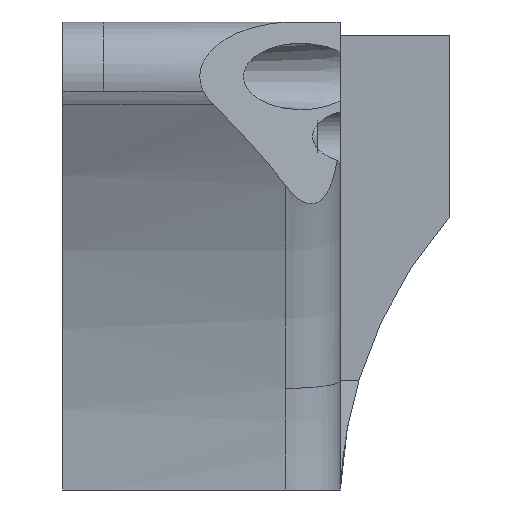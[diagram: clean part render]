
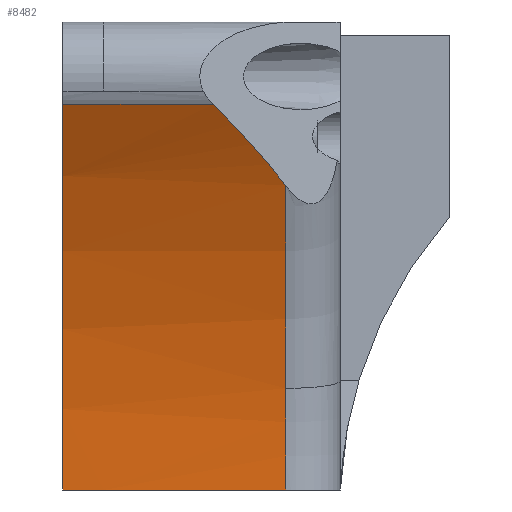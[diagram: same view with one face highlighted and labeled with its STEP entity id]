
A CAD part, left-side view. The second image highlights one B-rep face of the part: STEP entity #8482.
In plain terms, the highlighted cylindrical face has radius 41.469 mm (diameter 82.938 mm), a partial arc.
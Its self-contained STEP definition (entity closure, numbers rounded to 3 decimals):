
#44 = PLANE('',#45);
#45 = AXIS2_PLACEMENT_3D('',#46,#47,#48);
#46 = CARTESIAN_POINT('',(-9.74,0.,1.));
#47 = DIRECTION('',(0.,0.,-1.));
#48 = DIRECTION('',(-1.,0.,0.));
#1312 = VERTEX_POINT('',#1313);
#1313 = CARTESIAN_POINT('',(-9.74,0.,1.));
#1329 = PLANE('',#1330);
#1330 = AXIS2_PLACEMENT_3D('',#1331,#1332,#1333);
#1331 = CARTESIAN_POINT('',(-9.74,0.,1.));
#1332 = DIRECTION('',(0.,0.,1.));
#1333 = DIRECTION('',(-1.,0.,0.));
#1341 = EDGE_CURVE('',#1312,#1342,#1344,.T.);
#1342 = VERTEX_POINT('',#1343);
#1343 = CARTESIAN_POINT('',(-9.74,-10.,1.));
#1344 = SURFACE_CURVE('',#1345,(#1349,#1356),.PCURVE_S1.);
#1345 = LINE('',#1346,#1347);
#1346 = CARTESIAN_POINT('',(-9.74,0.,1.));
#1347 = VECTOR('',#1348,1.);
#1348 = DIRECTION('',(0.,-1.,0.));
#1349 = PCURVE('',#44,#1350);
#1350 = DEFINITIONAL_REPRESENTATION('',(#1351),#1355);
#1351 = LINE('',#1352,#1353);
#1352 = CARTESIAN_POINT('',(-0.,0.));
#1353 = VECTOR('',#1354,1.);
#1354 = DIRECTION('',(0.,-1.));
#1355 = ( GEOMETRIC_REPRESENTATION_CONTEXT(2) 
PARAMETRIC_REPRESENTATION_CONTEXT() REPRESENTATION_CONTEXT('2D SPACE',''
  ) );
#1356 = PCURVE('',#1357,#1362);
#1357 = CYLINDRICAL_SURFACE('',#1358,41.469);
#1358 = AXIS2_PLACEMENT_3D('',#1359,#1360,#1361);
#1359 = CARTESIAN_POINT('',(-51.209,-50.,1.));
#1360 = DIRECTION('',(0.,-1.,0.));
#1361 = DIRECTION('',(-1.,0.,0.));
#1362 = DEFINITIONAL_REPRESENTATION('',(#1363),#1367);
#1363 = LINE('',#1364,#1365);
#1364 = CARTESIAN_POINT('',(-3.142,-50.));
#1365 = VECTOR('',#1366,1.);
#1366 = DIRECTION('',(0.,1.));
#1367 = ( GEOMETRIC_REPRESENTATION_CONTEXT(2) 
PARAMETRIC_REPRESENTATION_CONTEXT() REPRESENTATION_CONTEXT('2D SPACE',''
  ) );
#2499 = TOROIDAL_SURFACE('',#2500,44.469,3.);
#2500 = AXIS2_PLACEMENT_3D('',#2501,#2502,#2503);
#2501 = CARTESIAN_POINT('',(-51.209,-10.,1.));
#2502 = DIRECTION('',(0.,-1.,0.));
#2503 = DIRECTION('',(1.,0.,0.));
#7657 = PLANE('',#7658);
#7658 = AXIS2_PLACEMENT_3D('',#7659,#7660,#7661);
#7659 = CARTESIAN_POINT('',(-19.053,0.,0.));
#7660 = DIRECTION('',(0.866,0.5,0.));
#7661 = DIRECTION('',(0.5,-0.866,0.));
#8410 = EDGE_CURVE('',#1312,#8411,#8413,.T.);
#8411 = VERTEX_POINT('',#8412);
#8412 = CARTESIAN_POINT('',(-9.74,2.25,1.));
#8413 = SURFACE_CURVE('',#8414,(#8418,#8425),.PCURVE_S1.);
#8414 = LINE('',#8415,#8416);
#8415 = CARTESIAN_POINT('',(-9.74,0.,1.));
#8416 = VECTOR('',#8417,1.);
#8417 = DIRECTION('',(0.,1.,0.));
#8418 = PCURVE('',#1329,#8419);
#8419 = DEFINITIONAL_REPRESENTATION('',(#8420),#8424);
#8420 = LINE('',#8421,#8422);
#8421 = CARTESIAN_POINT('',(-0.,-0.));
#8422 = VECTOR('',#8423,1.);
#8423 = DIRECTION('',(0.,-1.));
#8424 = ( GEOMETRIC_REPRESENTATION_CONTEXT(2) 
PARAMETRIC_REPRESENTATION_CONTEXT() REPRESENTATION_CONTEXT('2D SPACE',''
  ) );
#8425 = PCURVE('',#1357,#8426);
#8426 = DEFINITIONAL_REPRESENTATION('',(#8427),#8431);
#8427 = LINE('',#8428,#8429);
#8428 = CARTESIAN_POINT('',(-3.142,-50.));
#8429 = VECTOR('',#8430,1.);
#8430 = DIRECTION('',(-0.,-1.));
#8431 = ( GEOMETRIC_REPRESENTATION_CONTEXT(2) 
PARAMETRIC_REPRESENTATION_CONTEXT() REPRESENTATION_CONTEXT('2D SPACE',''
  ) );
#8449 = PLANE('',#8450);
#8450 = AXIS2_PLACEMENT_3D('',#8451,#8452,#8453);
#8451 = CARTESIAN_POINT('',(-6.59,2.25,14.665));
#8452 = DIRECTION('',(0.,1.,0.));
#8453 = DIRECTION('',(0.,0.,-1.));
#8482 = ADVANCED_FACE('',(#8483),#1357,.F.);
#8483 = FACE_BOUND('',#8484,.T.);
#8484 = EDGE_LOOP('',(#8485,#8514,#8542,#8568,#8569,#8570,#8594));
#8485 = ORIENTED_EDGE('',*,*,#8486,.F.);
#8486 = EDGE_CURVE('',#8487,#8489,#8491,.T.);
#8487 = VERTEX_POINT('',#8488);
#8488 = CARTESIAN_POINT('',(-15.578,-6.019,
    22.215));
#8489 = VERTEX_POINT('',#8490);
#8490 = CARTESIAN_POINT('',(-13.279,-10.,17.763));
#8491 = SURFACE_CURVE('',#8492,(#8497,#8507),.PCURVE_S1.);
#8492 = ELLIPSE('',#8493,82.938,41.469);
#8493 = AXIS2_PLACEMENT_3D('',#8494,#8495,#8496);
#8494 = CARTESIAN_POINT('',(-51.209,55.697,1.));
#8495 = DIRECTION('',(0.866,0.5,0.));
#8496 = DIRECTION('',(0.5,-0.866,0.));
#8497 = PCURVE('',#1357,#8498);
#8498 = DEFINITIONAL_REPRESENTATION('',(#8499),#8506);
#8499 = B_SPLINE_CURVE_WITH_KNOTS('',5,(#8500,#8501,#8502,#8503,#8504,
    #8505),.UNSPECIFIED.,.F.,.F.,(6,6),(5.746,6.026),
  .PIECEWISE_BEZIER_KNOTS.);
#8500 = CARTESIAN_POINT('',(-2.605,-43.981));
#8501 = CARTESIAN_POINT('',(-2.661,-41.923));
#8502 = CARTESIAN_POINT('',(-2.717,-40.107));
#8503 = CARTESIAN_POINT('',(-2.773,-38.546));
#8504 = CARTESIAN_POINT('',(-2.829,-37.251));
#8505 = CARTESIAN_POINT('',(-2.885,-36.229));
#8506 = ( GEOMETRIC_REPRESENTATION_CONTEXT(2) 
PARAMETRIC_REPRESENTATION_CONTEXT() REPRESENTATION_CONTEXT('2D SPACE',''
  ) );
#8507 = PCURVE('',#7657,#8508);
#8508 = DEFINITIONAL_REPRESENTATION('',(#8509),#8513);
#8509 = ELLIPSE('',#8510,82.938,41.469);
#8510 = AXIS2_PLACEMENT_2D('',#8511,#8512);
#8511 = CARTESIAN_POINT('',(-64.313,-1.));
#8512 = DIRECTION('',(1.,0.));
#8513 = ( GEOMETRIC_REPRESENTATION_CONTEXT(2) 
PARAMETRIC_REPRESENTATION_CONTEXT() REPRESENTATION_CONTEXT('2D SPACE',''
  ) );
#8514 = ORIENTED_EDGE('',*,*,#8515,.T.);
#8515 = EDGE_CURVE('',#8487,#8516,#8518,.T.);
#8516 = VERTEX_POINT('',#8517);
#8517 = CARTESIAN_POINT('',(-15.578,2.25,22.215));
#8518 = SURFACE_CURVE('',#8519,(#8523,#8530),.PCURVE_S1.);
#8519 = LINE('',#8520,#8521);
#8520 = CARTESIAN_POINT('',(-15.578,-50.,22.215));
#8521 = VECTOR('',#8522,1.);
#8522 = DIRECTION('',(0.,1.,0.));
#8523 = PCURVE('',#1357,#8524);
#8524 = DEFINITIONAL_REPRESENTATION('',(#8525),#8529);
#8525 = LINE('',#8526,#8527);
#8526 = CARTESIAN_POINT('',(-2.605,0.));
#8527 = VECTOR('',#8528,1.);
#8528 = DIRECTION('',(-0.,-1.));
#8529 = ( GEOMETRIC_REPRESENTATION_CONTEXT(2) 
PARAMETRIC_REPRESENTATION_CONTEXT() REPRESENTATION_CONTEXT('2D SPACE',''
  ) );
#8530 = PCURVE('',#8531,#8536);
#8531 = CYLINDRICAL_SURFACE('',#8532,3.);
#8532 = AXIS2_PLACEMENT_3D('',#8533,#8534,#8535);
#8533 = CARTESIAN_POINT('',(-13.,-50.,23.75));
#8534 = DIRECTION('',(0.,-1.,0.));
#8535 = DIRECTION('',(-1.,0.,0.));
#8536 = DEFINITIONAL_REPRESENTATION('',(#8537),#8541);
#8537 = LINE('',#8538,#8539);
#8538 = CARTESIAN_POINT('',(-5.746,0.));
#8539 = VECTOR('',#8540,1.);
#8540 = DIRECTION('',(-0.,-1.));
#8541 = ( GEOMETRIC_REPRESENTATION_CONTEXT(2) 
PARAMETRIC_REPRESENTATION_CONTEXT() REPRESENTATION_CONTEXT('2D SPACE',''
  ) );
#8542 = ORIENTED_EDGE('',*,*,#8543,.F.);
#8543 = EDGE_CURVE('',#8411,#8516,#8544,.T.);
#8544 = SURFACE_CURVE('',#8545,(#8550,#8557),.PCURVE_S1.);
#8545 = CIRCLE('',#8546,41.469);
#8546 = AXIS2_PLACEMENT_3D('',#8547,#8548,#8549);
#8547 = CARTESIAN_POINT('',(-51.209,2.25,1.));
#8548 = DIRECTION('',(0.,-1.,0.));
#8549 = DIRECTION('',(-1.,0.,0.));
#8550 = PCURVE('',#1357,#8551);
#8551 = DEFINITIONAL_REPRESENTATION('',(#8552),#8556);
#8552 = LINE('',#8553,#8554);
#8553 = CARTESIAN_POINT('',(-6.283,-52.25));
#8554 = VECTOR('',#8555,1.);
#8555 = DIRECTION('',(1.,-0.));
#8556 = ( GEOMETRIC_REPRESENTATION_CONTEXT(2) 
PARAMETRIC_REPRESENTATION_CONTEXT() REPRESENTATION_CONTEXT('2D SPACE',''
  ) );
#8557 = PCURVE('',#8449,#8558);
#8558 = DEFINITIONAL_REPRESENTATION('',(#8559),#8567);
#8559 = ( BOUNDED_CURVE() B_SPLINE_CURVE(2,(#8560,#8561,#8562,#8563,
#8564,#8565,#8566),.UNSPECIFIED.,.T.,.F.) B_SPLINE_CURVE_WITH_KNOTS((1,2
    ,2,2,2,1),(-2.094,0.,2.094,4.189,
6.283,8.378),.UNSPECIFIED.) CURVE() 
GEOMETRIC_REPRESENTATION_ITEM() RATIONAL_B_SPLINE_CURVE((1.,0.5,1.,0.5,
1.,0.5,1.)) REPRESENTATION_ITEM('') );
#8560 = CARTESIAN_POINT('',(13.665,86.088));
#8561 = CARTESIAN_POINT('',(85.492,86.088));
#8562 = CARTESIAN_POINT('',(49.578,23.884));
#8563 = CARTESIAN_POINT('',(13.665,-38.319));
#8564 = CARTESIAN_POINT('',(-22.248,23.884));
#8565 = CARTESIAN_POINT('',(-58.162,86.088));
#8566 = CARTESIAN_POINT('',(13.665,86.088));
#8567 = ( GEOMETRIC_REPRESENTATION_CONTEXT(2) 
PARAMETRIC_REPRESENTATION_CONTEXT() REPRESENTATION_CONTEXT('2D SPACE',''
  ) );
#8568 = ORIENTED_EDGE('',*,*,#8410,.F.);
#8569 = ORIENTED_EDGE('',*,*,#1341,.T.);
#8570 = ORIENTED_EDGE('',*,*,#8571,.T.);
#8571 = EDGE_CURVE('',#1342,#8572,#8574,.T.);
#8572 = VERTEX_POINT('',#8573);
#8573 = CARTESIAN_POINT('',(-10.119,-10.,6.595));
#8574 = SURFACE_CURVE('',#8575,(#8580,#8587),.PCURVE_S1.);
#8575 = CIRCLE('',#8576,41.469);
#8576 = AXIS2_PLACEMENT_3D('',#8577,#8578,#8579);
#8577 = CARTESIAN_POINT('',(-51.209,-10.,1.));
#8578 = DIRECTION('',(0.,-1.,0.));
#8579 = DIRECTION('',(1.,0.,0.));
#8580 = PCURVE('',#1357,#8581);
#8581 = DEFINITIONAL_REPRESENTATION('',(#8582),#8586);
#8582 = LINE('',#8583,#8584);
#8583 = CARTESIAN_POINT('',(-3.142,-40.));
#8584 = VECTOR('',#8585,1.);
#8585 = DIRECTION('',(1.,-0.));
#8586 = ( GEOMETRIC_REPRESENTATION_CONTEXT(2) 
PARAMETRIC_REPRESENTATION_CONTEXT() REPRESENTATION_CONTEXT('2D SPACE',''
  ) );
#8587 = PCURVE('',#2499,#8588);
#8588 = DEFINITIONAL_REPRESENTATION('',(#8589),#8593);
#8589 = LINE('',#8590,#8591);
#8590 = CARTESIAN_POINT('',(0.,3.142));
#8591 = VECTOR('',#8592,1.);
#8592 = DIRECTION('',(1.,0.));
#8593 = ( GEOMETRIC_REPRESENTATION_CONTEXT(2) 
PARAMETRIC_REPRESENTATION_CONTEXT() REPRESENTATION_CONTEXT('2D SPACE',''
  ) );
#8594 = ORIENTED_EDGE('',*,*,#8595,.T.);
#8595 = EDGE_CURVE('',#8572,#8489,#8596,.T.);
#8596 = SURFACE_CURVE('',#8597,(#8602,#8609),.PCURVE_S1.);
#8597 = CIRCLE('',#8598,41.469);
#8598 = AXIS2_PLACEMENT_3D('',#8599,#8600,#8601);
#8599 = CARTESIAN_POINT('',(-51.209,-10.,1.));
#8600 = DIRECTION('',(0.,-1.,0.));
#8601 = DIRECTION('',(0.989,0.,0.145)
  );
#8602 = PCURVE('',#1357,#8603);
#8603 = DEFINITIONAL_REPRESENTATION('',(#8604),#8608);
#8604 = LINE('',#8605,#8606);
#8605 = CARTESIAN_POINT('',(-2.996,-40.));
#8606 = VECTOR('',#8607,1.);
#8607 = DIRECTION('',(1.,-0.));
#8608 = ( GEOMETRIC_REPRESENTATION_CONTEXT(2) 
PARAMETRIC_REPRESENTATION_CONTEXT() REPRESENTATION_CONTEXT('2D SPACE',''
  ) );
#8609 = PCURVE('',#8610,#8615);
#8610 = TOROIDAL_SURFACE('',#8611,44.469,3.);
#8611 = AXIS2_PLACEMENT_3D('',#8612,#8613,#8614);
#8612 = CARTESIAN_POINT('',(-51.209,-10.,1.));
#8613 = DIRECTION('',(0.,-1.,0.));
#8614 = DIRECTION('',(0.989,0.,0.145)
  );
#8615 = DEFINITIONAL_REPRESENTATION('',(#8616),#8620);
#8616 = LINE('',#8617,#8618);
#8617 = CARTESIAN_POINT('',(0.,3.142));
#8618 = VECTOR('',#8619,1.);
#8619 = DIRECTION('',(1.,0.));
#8620 = ( GEOMETRIC_REPRESENTATION_CONTEXT(2) 
PARAMETRIC_REPRESENTATION_CONTEXT() REPRESENTATION_CONTEXT('2D SPACE',''
  ) );
